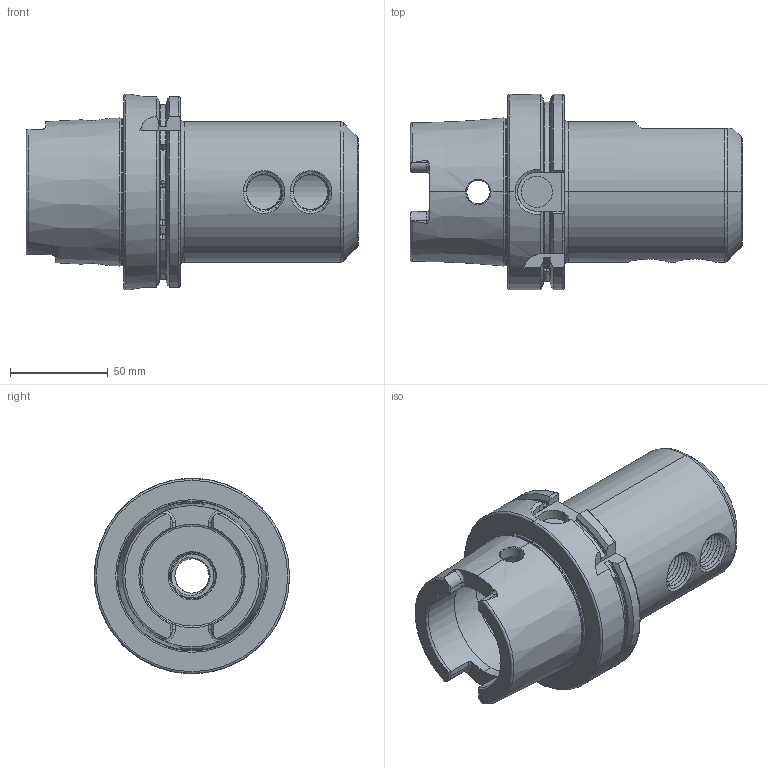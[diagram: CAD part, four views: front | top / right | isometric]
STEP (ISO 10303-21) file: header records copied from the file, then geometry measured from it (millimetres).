
FILE_DESCRIPTION (( 'STEP AP203' ), '1' );
FILE_NAME ('A100.05.32.STEP', '2016-10-19T05:11:21', ( '' ), ( '' ), 'SwSTEP 2.0', 'SolidWorks 2012', '' );
FILE_SCHEMA (( 'CONFIG_CONTROL_DESIGN' ));
Products named in the file (1): A100.05.32
Bounding box: 170 x 100 x 100 mm (x, y, z)
Volume: 540033.9 mm3; surface area: 83163.9 mm2
Topology: 1 solids, 1 shells, 296 faces, 822 edges, 525 vertices
Faces by surface type: cylinder 138, plane 49, bspline 38, torus 38, cone 33
Entity records: 42933 total; most frequent: CARTESIAN_POINT 36254, ORIENTED_EDGE 1624, DIRECTION 1110, EDGE_CURVE 812, VERTEX_POINT 525, AXIS2_PLACEMENT_3D 444, EDGE_LOOP 313, FACE_OUTER_BOUND 296
